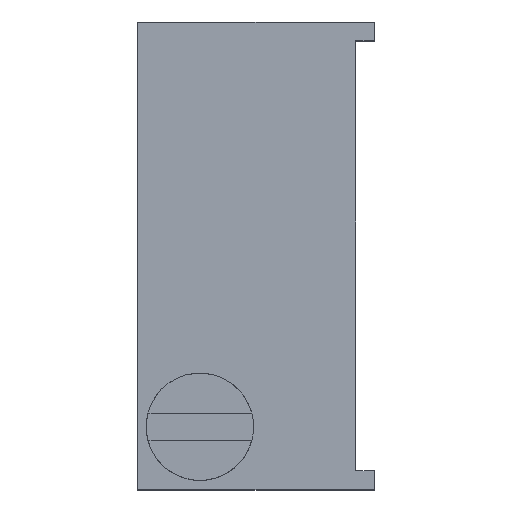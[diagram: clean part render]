
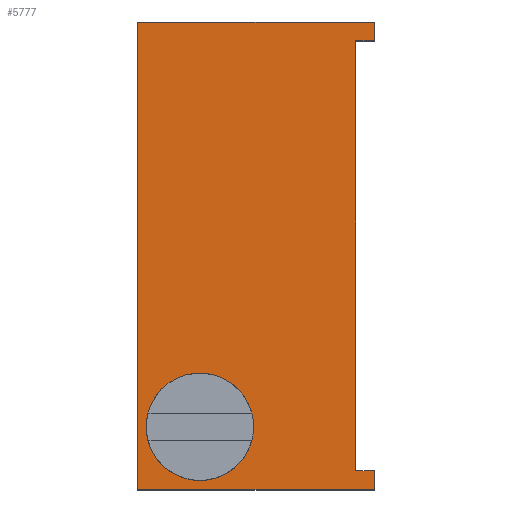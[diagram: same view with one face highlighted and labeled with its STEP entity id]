
A CAD part, top view. The second image highlights one B-rep face of the part: STEP entity #5777.
In plain terms, the highlighted planar face has unit normal (0, 0, 1).
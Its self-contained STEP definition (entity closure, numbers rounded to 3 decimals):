
#595=FACE_OUTER_BOUND('',#921,.T.);
#921=EDGE_LOOP('',(#5245,#5246,#5247,#5248,#5249,#5250,#5251,#5252));
#1116=LINE('',#8871,#1651);
#1416=LINE('',#10598,#1951);
#1420=LINE('',#10606,#1955);
#1425=LINE('',#10617,#1960);
#1429=LINE('',#10625,#1964);
#1434=LINE('',#10634,#1969);
#1460=LINE('',#10683,#1995);
#1461=LINE('',#10685,#1996);
#1651=VECTOR('',#6262,10.);
#1951=VECTOR('',#6756,10.);
#1955=VECTOR('',#6762,10.);
#1960=VECTOR('',#6771,10.);
#1964=VECTOR('',#6777,10.);
#1969=VECTOR('',#6786,10.);
#1995=VECTOR('',#6830,10.);
#1996=VECTOR('',#6833,10.);
#2428=VERTEX_POINT('',#8868);
#2429=VERTEX_POINT('',#8870);
#2720=VERTEX_POINT('',#10596);
#2721=VERTEX_POINT('',#10597);
#2724=VERTEX_POINT('',#10605);
#2727=VERTEX_POINT('',#10615);
#2728=VERTEX_POINT('',#10616);
#2731=VERTEX_POINT('',#10624);
#3105=EDGE_CURVE('',#2429,#2428,#1116,.T.);
#3541=EDGE_CURVE('',#2720,#2721,#1416,.T.);
#3545=EDGE_CURVE('',#2724,#2720,#1420,.T.);
#3550=EDGE_CURVE('',#2727,#2728,#1425,.T.);
#3554=EDGE_CURVE('',#2731,#2727,#1429,.T.);
#3559=EDGE_CURVE('',#2731,#2721,#1434,.T.);
#3585=EDGE_CURVE('',#2428,#2728,#1460,.T.);
#3586=EDGE_CURVE('',#2429,#2724,#1461,.T.);
#5245=ORIENTED_EDGE('',*,*,#3105,.T.);
#5246=ORIENTED_EDGE('',*,*,#3585,.T.);
#5247=ORIENTED_EDGE('',*,*,#3550,.F.);
#5248=ORIENTED_EDGE('',*,*,#3554,.F.);
#5249=ORIENTED_EDGE('',*,*,#3559,.T.);
#5250=ORIENTED_EDGE('',*,*,#3541,.F.);
#5251=ORIENTED_EDGE('',*,*,#3545,.F.);
#5252=ORIENTED_EDGE('',*,*,#3586,.F.);
#5461=PLANE('',#5969);
#5777=ADVANCED_FACE('',(#595),#5461,.T.);
#5969=AXIS2_PLACEMENT_3D('',#10687,#6836,#6837);
#6262=DIRECTION('',(0.,-1.,0.));
#6756=DIRECTION('',(-1.,0.,0.));
#6762=DIRECTION('',(0.,-1.,0.));
#6771=DIRECTION('',(0.,-1.,0.));
#6777=DIRECTION('',(1.,0.,0.));
#6786=DIRECTION('',(0.,1.,0.));
#6830=DIRECTION('',(1.,0.,0.));
#6833=DIRECTION('',(1.,0.,0.));
#6836=DIRECTION('center_axis',(0.,0.,1.));
#6837=DIRECTION('ref_axis',(1.,0.,0.));
#8868=CARTESIAN_POINT('',(-2.415,-4.765,10.03));
#8870=CARTESIAN_POINT('',(-2.415,4.765,10.03));
#8871=CARTESIAN_POINT('',(-2.415,4.765,10.03));
#10596=CARTESIAN_POINT('',(2.415,4.385,10.03));
#10597=CARTESIAN_POINT('',(2.035,4.385,10.03));
#10598=CARTESIAN_POINT('',(2.13,4.385,10.03));
#10605=CARTESIAN_POINT('',(2.415,4.765,10.03));
#10606=CARTESIAN_POINT('',(2.415,2.193,10.03));
#10615=CARTESIAN_POINT('',(2.415,-4.385,10.03));
#10616=CARTESIAN_POINT('',(2.415,-4.765,10.03));
#10617=CARTESIAN_POINT('',(2.415,-2.383,10.03));
#10624=CARTESIAN_POINT('',(2.035,-4.385,10.03));
#10625=CARTESIAN_POINT('',(2.32,-4.385,10.03));
#10634=CARTESIAN_POINT('',(2.035,4.765,10.03));
#10683=CARTESIAN_POINT('',(-2.415,-4.765,10.03));
#10685=CARTESIAN_POINT('',(2.32,4.765,10.03));
#10687=CARTESIAN_POINT('Origin',(-0.19,0.,10.03));
